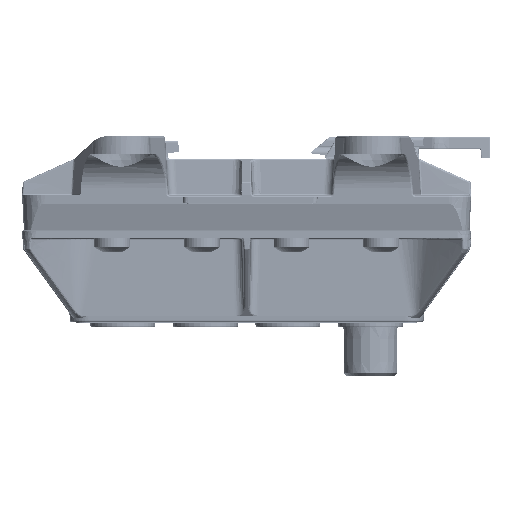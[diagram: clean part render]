
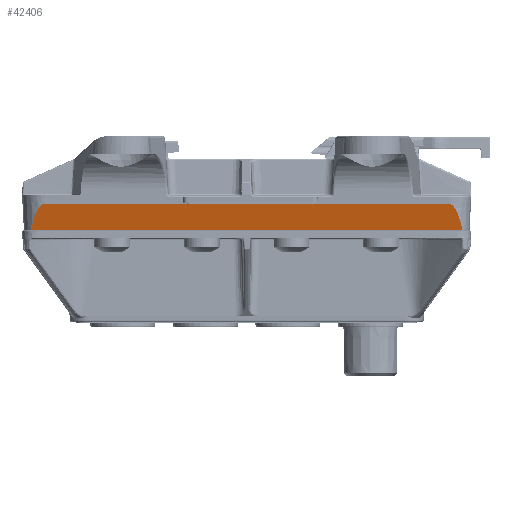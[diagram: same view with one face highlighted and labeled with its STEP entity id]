
A CAD part, left-side view. The second image highlights one B-rep face of the part: STEP entity #42406.
In plain terms, the highlighted face is planar.
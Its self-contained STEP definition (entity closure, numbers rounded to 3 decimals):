
#14881 = VECTOR ( 'NONE', #244244, 1000. ) ;
#14903 = LINE ( 'NONE', #244243, #14881 ) ;
#14961 = LINE ( 'NONE', #244321, #14963 ) ;
#14963 = VECTOR ( 'NONE', #244324, 1000. ) ;
#34831 = ORIENTED_EDGE ( 'NONE', *, *, #178179, .T. ) ;
#34834 = ORIENTED_EDGE ( 'NONE', *, *, #178217, .F. ) ;
#34836 = ORIENTED_EDGE ( 'NONE', *, *, #178200, .F. ) ;
#34837 = ORIENTED_EDGE ( 'NONE', *, *, #178188, .F. ) ;
#38405 = PLANE ( 'NONE',  #40080 ) ;
#38407 = CARTESIAN_POINT ( 'NONE',  ( 145., 100.094, 0. ) ) ;
#38433 = DIRECTION ( 'NONE',  ( 0.97, 0., 0.245 ) ) ;
#38434 = DIRECTION ( 'NONE',  ( 0.245, 0., -0.97 ) ) ;
#40080 = AXIS2_PLACEMENT_3D ( 'NONE', #38407, #38433, #38434 ) ;
#42406 = ADVANCED_FACE ( 'NONE', ( #84671 ), #38405, .T. ) ;
#84671 = FACE_OUTER_BOUND ( 'NONE', #127628, .T. ) ;
#116878 =( BOUNDED_CURVE ( )  B_SPLINE_CURVE ( 3, ( #244268, #244271, #244273, #244274 ),
 .UNSPECIFIED., .F., .T. ) 
 B_SPLINE_CURVE_WITH_KNOTS ( ( 4, 4 ),
 ( 5.399, 6.283 ),
 .UNSPECIFIED. ) 
 CURVE ( )  GEOMETRIC_REPRESENTATION_ITEM ( )  RATIONAL_B_SPLINE_CURVE ( ( 1., 0.936, 0.936, 1. ) ) 
 REPRESENTATION_ITEM ( '' )  );
#116884 =( BOUNDED_CURVE ( )  B_SPLINE_CURVE ( 3, ( #244446, #244481, #244484, #244487 ),
 .UNSPECIFIED., .F., .T. ) 
 B_SPLINE_CURVE_WITH_KNOTS ( ( 4, 4 ),
 ( 0., 0.884 ),
 .UNSPECIFIED. ) 
 CURVE ( )  GEOMETRIC_REPRESENTATION_ITEM ( )  RATIONAL_B_SPLINE_CURVE ( ( 1., 0.936, 0.936, 1. ) ) 
 REPRESENTATION_ITEM ( '' )  );
#127628 = EDGE_LOOP ( 'NONE', ( #34831, #34834, #34836, #34837 ) ) ;
#148378 = CARTESIAN_POINT ( 'NONE',  ( 143.486, 1.869, 6. ) ) ;
#148380 = CARTESIAN_POINT ( 'NONE',  ( 143.486, 98.131, 6. ) ) ;
#148392 = CARTESIAN_POINT ( 'NONE',  ( 145., 95., 0. ) ) ;
#148412 = CARTESIAN_POINT ( 'NONE',  ( 145., 5., 0. ) ) ;
#164338 = VERTEX_POINT ( 'NONE', #148378 ) ;
#164339 = VERTEX_POINT ( 'NONE', #148380 ) ;
#164345 = VERTEX_POINT ( 'NONE', #148392 ) ;
#164356 = VERTEX_POINT ( 'NONE', #148412 ) ;
#178179 = EDGE_CURVE ( 'NONE', #164339, #164338, #14903, .T. ) ;
#178188 = EDGE_CURVE ( 'NONE', #164339, #164345, #116878, .T. ) ;
#178200 = EDGE_CURVE ( 'NONE', #164345, #164356, #14961, .T. ) ;
#178217 = EDGE_CURVE ( 'NONE', #164356, #164338, #116884, .T. ) ;
#244243 = CARTESIAN_POINT ( 'NONE',  ( 143.486, 100.094, 6. ) ) ;
#244244 = DIRECTION ( 'NONE',  ( 0., -1., 0. ) ) ;
#244268 = CARTESIAN_POINT ( 'NONE',  ( 143.486, 98.131, 6. ) ) ;
#244271 = CARTESIAN_POINT ( 'NONE',  ( 144.461, 97.349, 2.137 ) ) ;
#244273 = CARTESIAN_POINT ( 'NONE',  ( 145., 96.234, 0. ) ) ;
#244274 = CARTESIAN_POINT ( 'NONE',  ( 145., 95., 0. ) ) ;
#244321 = CARTESIAN_POINT ( 'NONE',  ( 145., 100.094, 0. ) ) ;
#244324 = DIRECTION ( 'NONE',  ( 0., -1., 0. ) ) ;
#244446 = CARTESIAN_POINT ( 'NONE',  ( 145., 5., 0. ) ) ;
#244481 = CARTESIAN_POINT ( 'NONE',  ( 145., 3.766, 0. ) ) ;
#244484 = CARTESIAN_POINT ( 'NONE',  ( 144.461, 2.651, 2.137 ) ) ;
#244487 = CARTESIAN_POINT ( 'NONE',  ( 143.486, 1.869, 6. ) ) ;
